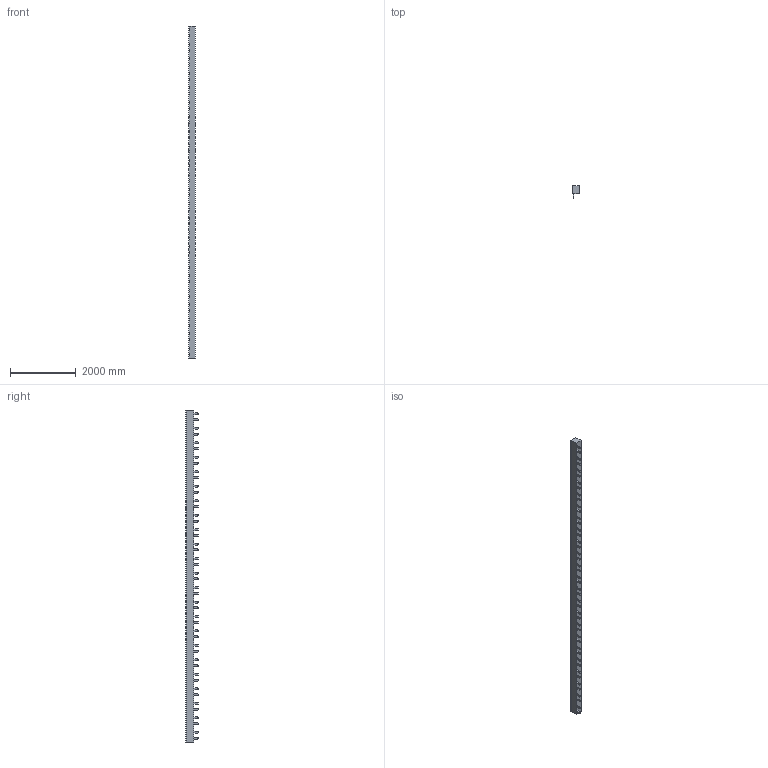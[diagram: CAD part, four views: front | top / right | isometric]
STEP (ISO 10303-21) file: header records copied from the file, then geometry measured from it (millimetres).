
FILE_DESCRIPTION((' '),'2;1');
FILE_NAME('FHL8-A2B1H_3D.stp','2012-08-31T15:29:14',(' '),(' '),' ','ACIS',' ');
FILE_SCHEMA(('CONFIG_CONTROL_DESIGN'));
Length unit declared in the file: millimetre
Products named in the file (1): FHL8-A2B1H_3D.stp
Bounding box: 212 x 365 x 10090 mm (x, y, z)
Volume: 498950686 mm3; surface area: 9883584.2 mm2
Topology: 1 solids, 1 shells, 378 faces, 990 edges, 660 vertices
Faces by surface type: plane 236, cylinder 142
Entity records: 11765 total; most frequent: DIRECTION 2032, CARTESIAN_POINT 2029, ORIENTED_EDGE 1980, EDGE_CURVE 990, VECTOR 706, LINE 706, AXIS2_PLACEMENT_3D 663, VERTEX_POINT 660
